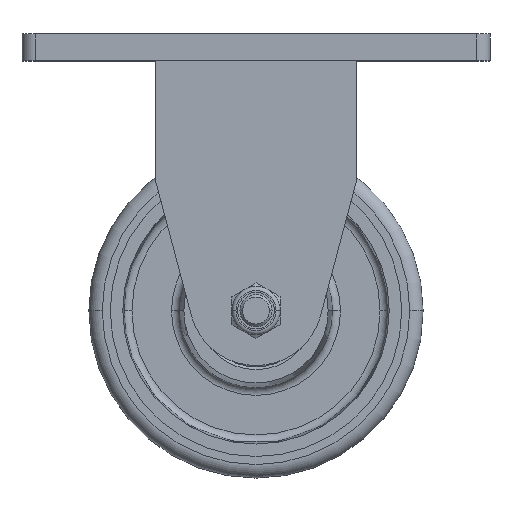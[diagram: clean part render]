
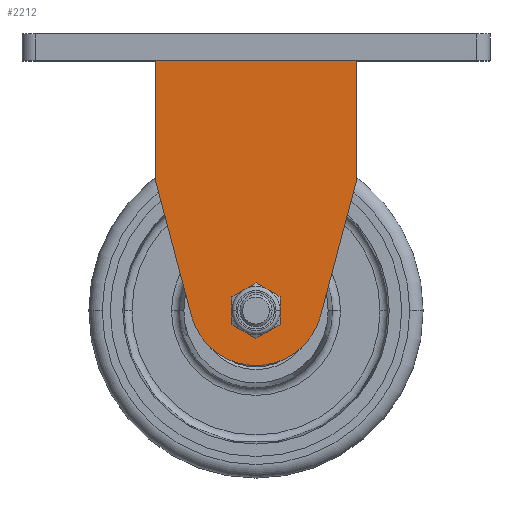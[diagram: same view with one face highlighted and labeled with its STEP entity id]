
A CAD part, top view. The second image highlights one B-rep face of the part: STEP entity #2212.
In plain terms, the highlighted planar face has unit normal (0, 0, 1).
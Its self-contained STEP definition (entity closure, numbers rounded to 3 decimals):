
#3 = AXIS2_PLACEMENT_3D ( 'NONE', #4960, #5445, #3048 ) ;
#9 = LINE ( 'NONE', #4363, #252 ) ;
#75 = CARTESIAN_POINT ( 'NONE',  ( 24.169, -100.394, 39. ) ) ;
#83 = EDGE_CURVE ( 'NONE', #4222, #4182, #4975, .T. ) ;
#84 = ORIENTED_EDGE ( 'NONE', *, *, #83, .T. ) ;
#114 = VECTOR ( 'NONE', #131, 1000. ) ;
#131 = DIRECTION ( 'NONE',  ( 0., -1., 0. ) ) ;
#155 = CARTESIAN_POINT ( 'NONE',  ( -37.5, -5., 39. ) ) ;
#252 = VECTOR ( 'NONE', #1574, 1000. ) ;
#455 = ORIENTED_EDGE ( 'NONE', *, *, #4104, .T. ) ;
#501 = VERTEX_POINT ( 'NONE', #4391 ) ;
#720 = DIRECTION ( 'NONE',  ( 0.256, -0.967, 0. ) ) ;
#770 = EDGE_LOOP ( 'NONE', ( #84, #5738, #455, #842, #1966, #998 ) ) ;
#842 = ORIENTED_EDGE ( 'NONE', *, *, #6139, .T. ) ;
#877 = EDGE_CURVE ( 'NONE', #2770, #5844, #2700, .T. ) ;
#998 = ORIENTED_EDGE ( 'NONE', *, *, #6041, .T. ) ;
#1182 = CIRCLE ( 'NONE', #2145, 6.4 ) ;
#1459 = AXIS2_PLACEMENT_3D ( 'NONE', #3554, #3601, #5515 ) ;
#1542 = DIRECTION ( 'NONE',  ( -1., 0., 0. ) ) ;
#1544 = CARTESIAN_POINT ( 'NONE',  ( -24.169, -100.394, 39. ) ) ;
#1574 = DIRECTION ( 'NONE',  ( 0.256, 0.967, 0. ) ) ;
#1760 = VERTEX_POINT ( 'NONE', #5818 ) ;
#1890 = CARTESIAN_POINT ( 'NONE',  ( 37.5, -50., 39. ) ) ;
#1929 = VECTOR ( 'NONE', #1542, 1000. ) ;
#1966 = ORIENTED_EDGE ( 'NONE', *, *, #877, .T. ) ;
#2020 = CIRCLE ( 'NONE', #3, 6.4 ) ;
#2075 = LINE ( 'NONE', #3042, #4546 ) ;
#2082 = LINE ( 'NONE', #5822, #1929 ) ;
#2145 = AXIS2_PLACEMENT_3D ( 'NONE', #5215, #6149, #4664 ) ;
#2212 = ADVANCED_FACE ( 'NONE', ( #3999, #3775 ), #6224, .F. ) ;
#2439 = VECTOR ( 'NONE', #4888, 1000. ) ;
#2440 = ORIENTED_EDGE ( 'NONE', *, *, #4496, .F. ) ;
#2536 = EDGE_LOOP ( 'NONE', ( #2440, #3574 ) ) ;
#2700 = CIRCLE ( 'NONE', #1459, 25. ) ;
#2770 = VERTEX_POINT ( 'NONE', #1544 ) ;
#2932 = DIRECTION ( 'NONE',  ( 0., 0., -1. ) ) ;
#3042 = CARTESIAN_POINT ( 'NONE',  ( -37.5, -50., 39. ) ) ;
#3048 = DIRECTION ( 'NONE',  ( -1., 0., 0. ) ) ;
#3251 = VERTEX_POINT ( 'NONE', #4328 ) ;
#3554 = CARTESIAN_POINT ( 'NONE',  ( 0., -94., 39. ) ) ;
#3574 = ORIENTED_EDGE ( 'NONE', *, *, #5514, .F. ) ;
#3601 = DIRECTION ( 'NONE',  ( 0., 0., 1. ) ) ;
#3719 = VERTEX_POINT ( 'NONE', #5058 ) ;
#3775 = FACE_BOUND ( 'NONE', #2536, .T. ) ;
#3940 = CARTESIAN_POINT ( 'NONE',  ( 37.5, -5., 39. ) ) ;
#3999 = FACE_OUTER_BOUND ( 'NONE', #770, .T. ) ;
#4104 = EDGE_CURVE ( 'NONE', #501, #1760, #6150, .T. ) ;
#4182 = VERTEX_POINT ( 'NONE', #4926 ) ;
#4222 = VERTEX_POINT ( 'NONE', #1890 ) ;
#4328 = CARTESIAN_POINT ( 'NONE',  ( 6.4, -98.5, 39. ) ) ;
#4363 = CARTESIAN_POINT ( 'NONE',  ( 37.5, -50., 39. ) ) ;
#4377 = AXIS2_PLACEMENT_3D ( 'NONE', #5201, #2932, #5365 ) ;
#4391 = CARTESIAN_POINT ( 'NONE',  ( -37.5, -5., 39. ) ) ;
#4496 = EDGE_CURVE ( 'NONE', #3251, #3719, #2020, .T. ) ;
#4546 = VECTOR ( 'NONE', #720, 1000. ) ;
#4664 = DIRECTION ( 'NONE',  ( -1., 0., 0. ) ) ;
#4888 = DIRECTION ( 'NONE',  ( 0., 1., 0. ) ) ;
#4926 = CARTESIAN_POINT ( 'NONE',  ( 37.5, -5., 39. ) ) ;
#4960 = CARTESIAN_POINT ( 'NONE',  ( 0., -98.5, 39. ) ) ;
#4975 = LINE ( 'NONE', #3940, #2439 ) ;
#5058 = CARTESIAN_POINT ( 'NONE',  ( -6.4, -98.5, 39. ) ) ;
#5201 = CARTESIAN_POINT ( 'NONE',  ( 0., -94., 39. ) ) ;
#5215 = CARTESIAN_POINT ( 'NONE',  ( 0., -98.5, 39. ) ) ;
#5365 = DIRECTION ( 'NONE',  ( 1., 0., 0. ) ) ;
#5445 = DIRECTION ( 'NONE',  ( 0., 0., 1. ) ) ;
#5514 = EDGE_CURVE ( 'NONE', #3719, #3251, #1182, .T. ) ;
#5515 = DIRECTION ( 'NONE',  ( 1., 0., 0. ) ) ;
#5738 = ORIENTED_EDGE ( 'NONE', *, *, #5779, .T. ) ;
#5779 = EDGE_CURVE ( 'NONE', #4182, #501, #2082, .T. ) ;
#5818 = CARTESIAN_POINT ( 'NONE',  ( -37.5, -50., 39. ) ) ;
#5822 = CARTESIAN_POINT ( 'NONE',  ( 37.5, -5., 39. ) ) ;
#5844 = VERTEX_POINT ( 'NONE', #75 ) ;
#6041 = EDGE_CURVE ( 'NONE', #5844, #4222, #9, .T. ) ;
#6139 = EDGE_CURVE ( 'NONE', #1760, #2770, #2075, .T. ) ;
#6149 = DIRECTION ( 'NONE',  ( 0., 0., 1. ) ) ;
#6150 = LINE ( 'NONE', #155, #114 ) ;
#6224 = PLANE ( 'NONE',  #4377 ) ;
